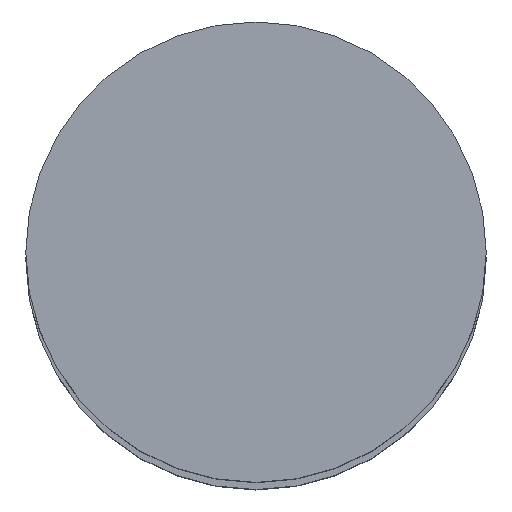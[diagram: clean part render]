
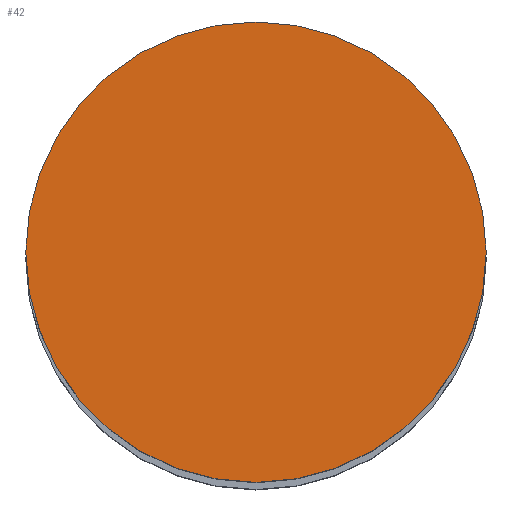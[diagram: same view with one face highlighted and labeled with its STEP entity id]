
A CAD part, top view. The second image highlights one B-rep face of the part: STEP entity #42.
In plain terms, the highlighted planar face has unit normal (0, 0, 1).
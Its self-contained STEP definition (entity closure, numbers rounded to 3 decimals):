
#11 = VERTEX_POINT ( 'NONE', #71 ) ;
#15 = CIRCLE ( 'NONE', #241, 5. ) ;
#17 = CARTESIAN_POINT ( 'NONE',  ( 0., 0., 47.5 ) ) ;
#21 = FACE_OUTER_BOUND ( 'NONE', #81, .T. ) ;
#39 = DIRECTION ( 'NONE',  ( 1., 0., 0. ) ) ;
#41 = CARTESIAN_POINT ( 'NONE',  ( 0., 0., 47.5 ) ) ;
#42 = ADVANCED_FACE ( 'NONE', ( #21 ), #294, .T. ) ;
#71 = CARTESIAN_POINT ( 'NONE',  ( 5., 0., 47.5 ) ) ;
#81 = EDGE_LOOP ( 'NONE', ( #127, #244 ) ) ;
#90 = DIRECTION ( 'NONE',  ( 0., 0., 1. ) ) ;
#93 = CARTESIAN_POINT ( 'NONE',  ( 0., 0., 47.5 ) ) ;
#95 = EDGE_CURVE ( 'NONE', #151, #11, #15, .T. ) ;
#97 = DIRECTION ( 'NONE',  ( 0., 0., 1. ) ) ;
#112 = CARTESIAN_POINT ( 'NONE',  ( -5., 0., 47.5 ) ) ;
#127 = ORIENTED_EDGE ( 'NONE', *, *, #95, .T. ) ;
#138 = DIRECTION ( 'NONE',  ( 1., 0., 0. ) ) ;
#151 = VERTEX_POINT ( 'NONE', #112 ) ;
#166 = AXIS2_PLACEMENT_3D ( 'NONE', #93, #97, #215 ) ;
#184 = EDGE_CURVE ( 'NONE', #11, #151, #246, .T. ) ;
#215 = DIRECTION ( 'NONE',  ( 1., 0., 0. ) ) ;
#217 = AXIS2_PLACEMENT_3D ( 'NONE', #41, #90, #39 ) ;
#241 = AXIS2_PLACEMENT_3D ( 'NONE', #17, #298, #138 ) ;
#244 = ORIENTED_EDGE ( 'NONE', *, *, #184, .T. ) ;
#246 = CIRCLE ( 'NONE', #166, 5. ) ;
#294 = PLANE ( 'NONE',  #217 ) ;
#298 = DIRECTION ( 'NONE',  ( 0., 0., 1. ) ) ;
